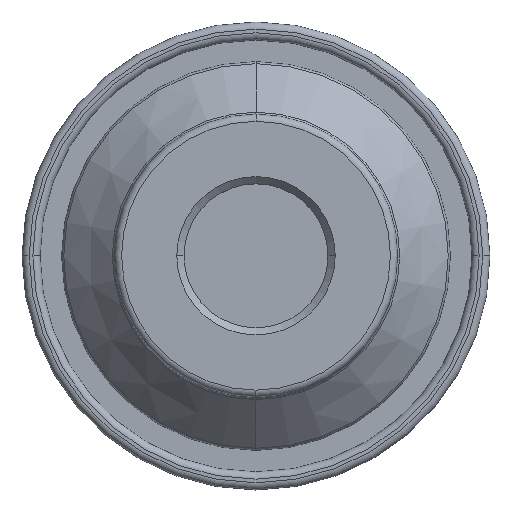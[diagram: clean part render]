
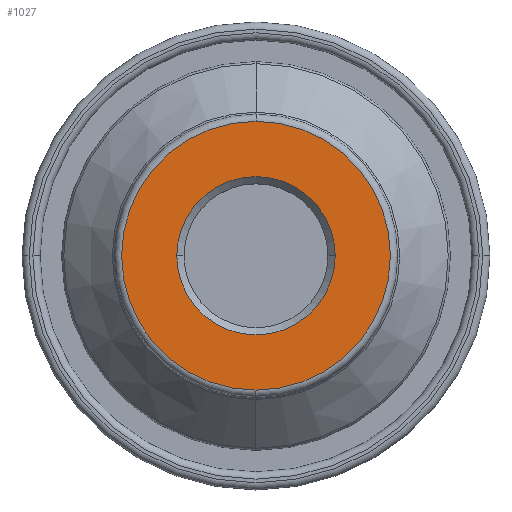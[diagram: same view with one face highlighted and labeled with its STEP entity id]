
A CAD part, top view. The second image highlights one B-rep face of the part: STEP entity #1027.
In plain terms, the highlighted planar face has unit normal (0, 0, 1).
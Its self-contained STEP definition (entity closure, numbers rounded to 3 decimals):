
#76=CARTESIAN_POINT('',(0.,-47.4,11.05));
#77=DIRECTION('',(0.,0.,1.));
#78=DIRECTION('',(1.,0.,0.));
#79=AXIS2_PLACEMENT_3D('',#76,#77,#78);
#84=CARTESIAN_POINT('',(0.,-47.4,11.05));
#85=DIRECTION('',(0.,0.,1.));
#86=DIRECTION('',(-1.,0.,0.));
#87=AXIS2_PLACEMENT_3D('',#84,#85,#86);
#92=CARTESIAN_POINT('',(0.,-47.4,11.05));
#93=DIRECTION('',(0.,0.,1.));
#94=DIRECTION('',(0.,-1.,0.));
#95=AXIS2_PLACEMENT_3D('',#92,#93,#94);
#100=CARTESIAN_POINT('',(0.,-47.4,11.05));
#101=DIRECTION('',(0.,0.,1.));
#102=DIRECTION('',(0.,1.,0.));
#103=AXIS2_PLACEMENT_3D('',#100,#101,#102);
#832=CARTESIAN_POINT('',(3.3,-47.4,11.05));
#833=CARTESIAN_POINT('',(-3.3,-47.4,11.05));
#834=VERTEX_POINT('',#832);
#835=VERTEX_POINT('',#833);
#836=CARTESIAN_POINT('',(0.,-53.,11.05));
#837=CARTESIAN_POINT('',(0.,-41.8,11.05));
#838=VERTEX_POINT('',#836);
#839=VERTEX_POINT('',#837);
#1012=CARTESIAN_POINT('',(0.,-47.4,11.05));
#1013=DIRECTION('',(0.,0.,-1.));
#1014=DIRECTION('',(0.,1.,0.));
#1015=AXIS2_PLACEMENT_3D('',#1012,#1013,#1014);
#1016=PLANE('',#1015);
#1018=ORIENTED_EDGE('',*,*,#1017,.F.);
#1020=ORIENTED_EDGE('',*,*,#1019,.F.);
#1021=EDGE_LOOP('',(#1018,#1020));
#1022=FACE_OUTER_BOUND('',#1021,.F.);
#1023=ORIENTED_EDGE('',*,*,#983,.T.);
#1024=ORIENTED_EDGE('',*,*,#968,.T.);
#1025=EDGE_LOOP('',(#1023,#1024));
#1026=FACE_BOUND('',#1025,.F.);
#1027=ADVANCED_FACE('',(#1022,#1026),#1016,.F.);
#80=CIRCLE('',#79,3.3);
#88=CIRCLE('',#87,3.3);
#96=CIRCLE('',#95,5.6);
#104=CIRCLE('',#103,5.6);
#968=EDGE_CURVE('',#835,#834,#88,.T.);
#983=EDGE_CURVE('',#834,#835,#80,.T.);
#1017=EDGE_CURVE('',#838,#839,#96,.T.);
#1019=EDGE_CURVE('',#839,#838,#104,.T.);
